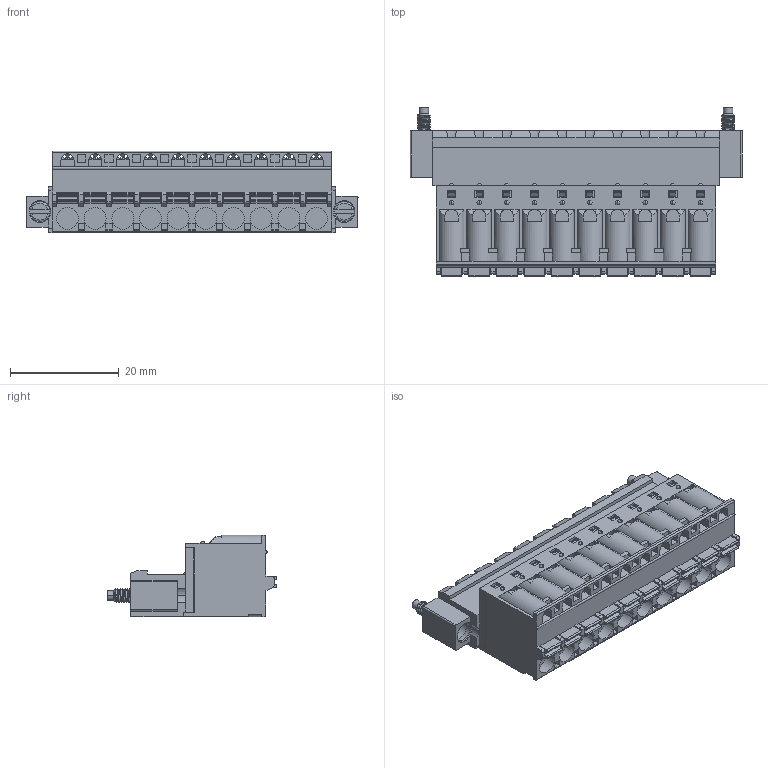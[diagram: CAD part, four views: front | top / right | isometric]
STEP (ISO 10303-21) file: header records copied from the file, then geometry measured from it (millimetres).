
FILE_DESCRIPTION( ('This file contains a STEP AP42 implementation' ,'as created by ZW3D STEP Interface translator.') ,'2;1' );
FILE_NAME( 'WJ2EDGKDRM-5.08-10P.stp' ,'22 8 4. 92810', (''), ('ZWCAD Software Co.'), 'Version 1.0', 'ZW3D to STEP translator', '' );
FILE_SCHEMA(('AUTOMOTIVE_DESIGN { 1 0 10303 214 1 1 1 1 }'));
Length unit declared in the file: millimetre
Products named in the file (2): 0; (15.1.3)wj2edgkdrm-5.08-03p
Bounding box: 60.96 x 31.15 x 15 mm (x, y, z)
Volume: 11730 mm3; surface area: 10556.2 mm2
Topology: 1 solids, 1 shells, 1808 faces, 5111 edges, 3276 vertices
Faces by surface type: plane 1349, cylinder 327, torus 48, cone 42, sphere 30, bspline 12
Entity records: 65337 total; most frequent: CARTESIAN_POINT 16460, ORIENTED_EDGE 10156, DIRECTION 9302, EDGE_CURVE 5078, VECTOR 3956, LINE 3956, VERTEX_POINT 3276, AXIS2_PLACEMENT_3D 2673
